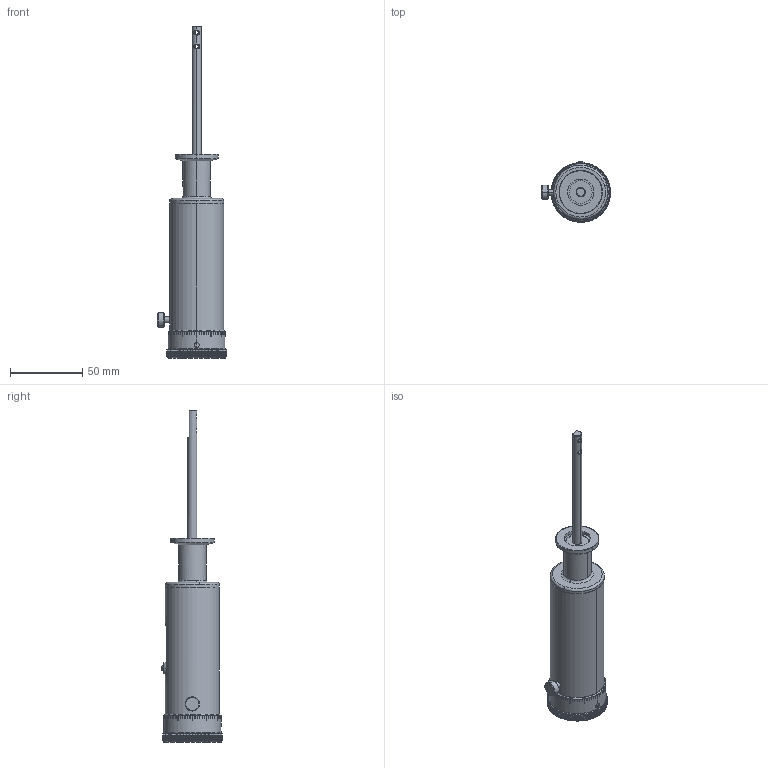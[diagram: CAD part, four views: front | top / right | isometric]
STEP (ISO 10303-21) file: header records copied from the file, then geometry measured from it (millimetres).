
FILE_DESCRIPTION (( 'STEP AP203' ), '1' );
FILE_NAME ('102250.stp', '2019-04-04T21:25:21', ( '' ), ( '' ), 'SwSTEP 2.0', 'SolidWorks 2012', '' );
FILE_SCHEMA (( 'CONFIG_CONTROL_DESIGN' ));
Length unit declared in the file: centimetre
Products named in the file (1): 102250
Bounding box: 47.81 x 41.82 x 230.05 mm (x, y, z)
Volume: 137035.3 mm3; surface area: 32251.4 mm2
Topology: 1 solids, 1 shells, 1002 faces, 2861 edges, 1893 vertices
Faces by surface type: plane 508, cylinder 304, bspline 154, cone 36
Entity records: 58707 total; most frequent: CARTESIAN_POINT 34424, ORIENTED_EDGE 5718, DIRECTION 4191, EDGE_CURVE 2859, VERTEX_POINT 1893, AXIS2_PLACEMENT_3D 1560, LINE 1071, VECTOR 1071
